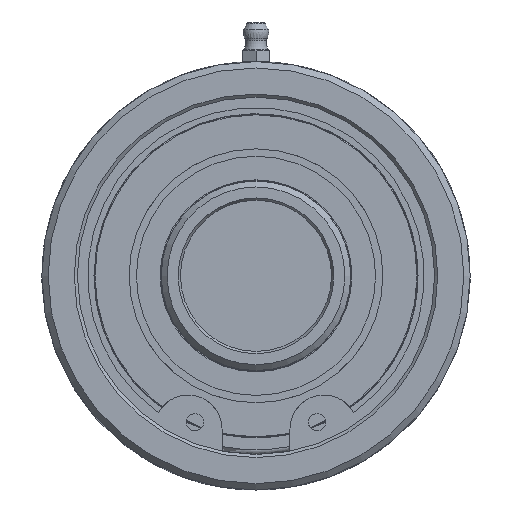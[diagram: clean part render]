
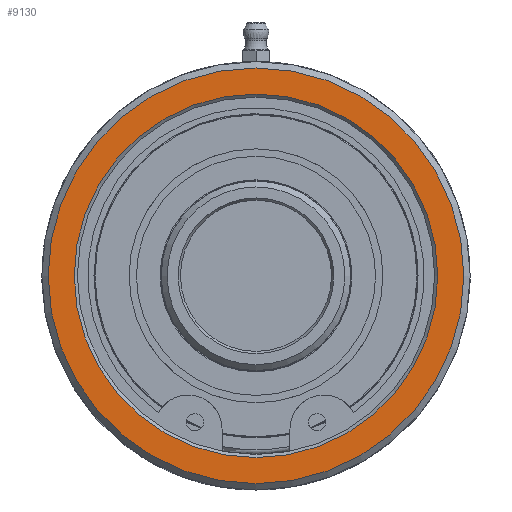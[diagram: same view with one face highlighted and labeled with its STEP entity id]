
A CAD part, left-side view. The second image highlights one B-rep face of the part: STEP entity #9130.
In plain terms, the highlighted planar face has unit normal (-1, 0, 0).
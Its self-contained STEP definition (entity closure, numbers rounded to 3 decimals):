
#804=CIRCLE('',#9821,52.4);
#813=CIRCLE('',#9835,45.835);
#1035=PLANE('',#9834);
#1265=FACE_BOUND('',#2897,.T.);
#2346=FACE_OUTER_BOUND('',#2896,.T.);
#2896=EDGE_LOOP('',(#6610));
#2897=EDGE_LOOP('',(#6611));
#3923=VERTEX_POINT('',#15578);
#3932=VERTEX_POINT('',#15605);
#4954=EDGE_CURVE('',#3923,#3923,#804,.T.);
#4966=EDGE_CURVE('',#3932,#3932,#813,.T.);
#6610=ORIENTED_EDGE('',*,*,#4954,.F.);
#6611=ORIENTED_EDGE('',*,*,#4966,.F.);
#9130=ADVANCED_FACE('',(#2346,#1265),#1035,.T.);
#9821=AXIS2_PLACEMENT_3D('',#15580,#11049,#11050);
#9834=AXIS2_PLACEMENT_3D('',#15604,#11078,#11079);
#9835=AXIS2_PLACEMENT_3D('',#15606,#11080,#11081);
#11049=DIRECTION('center_axis',(1.,0.,0.));
#11050=DIRECTION('ref_axis',(0.,0.,-1.));
#11078=DIRECTION('center_axis',(-1.,0.,0.));
#11079=DIRECTION('ref_axis',(0.,0.,1.));
#11080=DIRECTION('center_axis',(-1.,0.,0.));
#11081=DIRECTION('ref_axis',(0.,0.,-1.));
#15578=CARTESIAN_POINT('',(-57.,0.,52.4));
#15580=CARTESIAN_POINT('Origin',(-57.,0.,0.));
#15604=CARTESIAN_POINT('Origin',(-57.,0.,0.));
#15605=CARTESIAN_POINT('',(-57.,0.,45.835));
#15606=CARTESIAN_POINT('Origin',(-57.,0.,0.));
